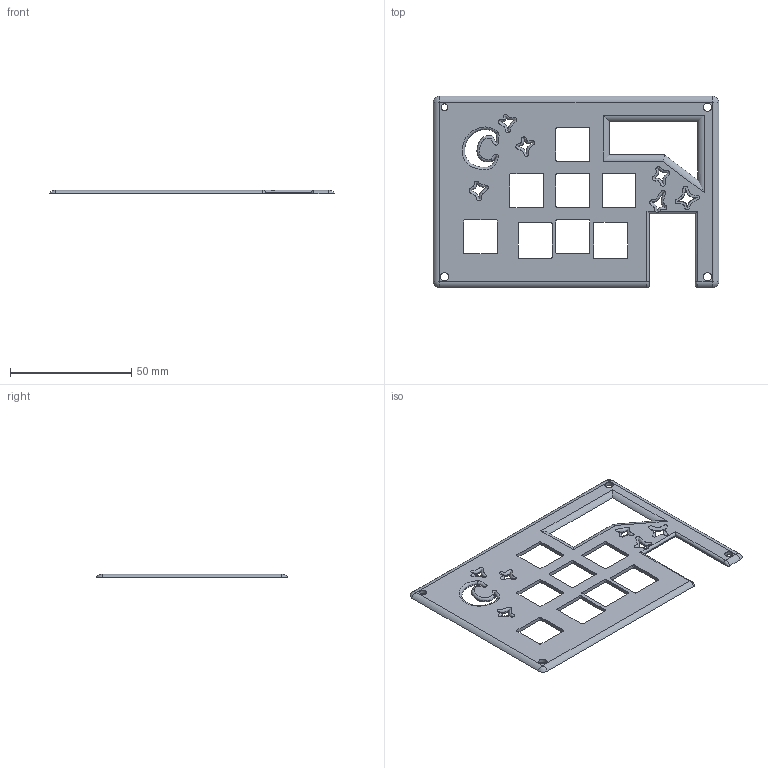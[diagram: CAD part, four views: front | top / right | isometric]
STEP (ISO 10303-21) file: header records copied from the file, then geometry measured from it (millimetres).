
FILE_DESCRIPTION(/* description */ ('STEP AP242','CAx-IF Rec.Pracs.---Representation and Presentation of Product Manufacturing Information (PMI)---4.0---2014-10-13','CAx-IF Rec.Pracs.---3D Tessellated Geometry---0.4---2014-09-14','2;1'),/* implementation_level */ '2;1');
FILE_NAME(/* name */ '67c13fb9e8ba990d1dd39a0c',/* time_stamp */ '2025-02-28T04:46:51Z',/* author */ (''),/* organization */ (''),/* preprocessor_version */ 'ST-DEVELOPER v20',/* originating_system */ 'ONSHAPE BY PTC INC, 1.194',/* authorisation */ ' ');
FILE_SCHEMA (('AP242_MANAGED_MODEL_BASED_3D_ENGINEERING_MIM_LF { 1 0 10303 442 1 1 4 }'));
Length unit declared in the file: metre
Products named in the file (1): Part 1
Bounding box: 117.7 x 79.07 x 1.5 mm (x, y, z)
Volume: 8969 mm3; surface area: 13965.2 mm2
Topology: 1 solids, 1 shells, 719 faces, 2047 edges, 1359 vertices
Faces by surface type: cylinder 285, plane 233, bspline 194, sphere 5, torus 2
Full cylindrical faces by diameter (mm): 2.792 x1, 3.4 x3
Entity records: 27031 total; most frequent: CARTESIAN_POINT 9110, ORIENTED_EDGE 4044, DIRECTION 3260, EDGE_CURVE 2022, VERTEX_POINT 1353, AXIS2_PLACEMENT_3D 1097, LINE 1066, VECTOR 1066
